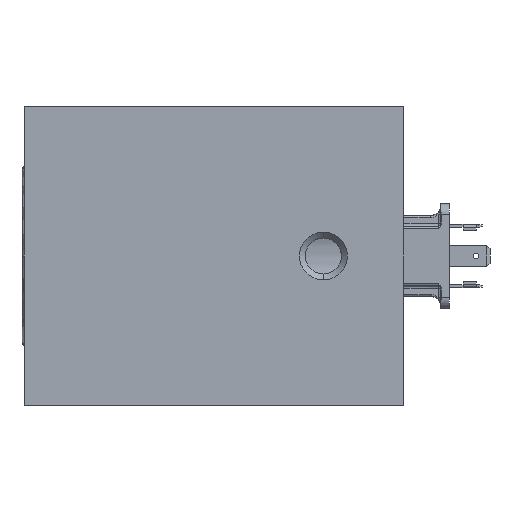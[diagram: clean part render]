
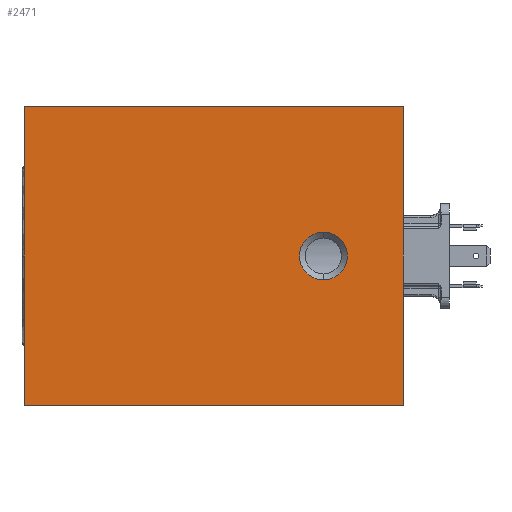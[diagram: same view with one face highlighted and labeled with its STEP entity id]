
A CAD part, left-side view. The second image highlights one B-rep face of the part: STEP entity #2471.
In plain terms, the highlighted planar face has unit normal (-1, 0, 0).
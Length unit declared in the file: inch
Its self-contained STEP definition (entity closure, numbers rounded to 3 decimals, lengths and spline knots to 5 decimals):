
#1=DIRECTION('',(0.,-1.,0.));
#2=VECTOR('',#1,4.438);
#3=CARTESIAN_POINT('',(0.,0.,0.));
#4=LINE('',#3,#2);
#27=DIRECTION('',(0.,0.,1.));
#28=VECTOR('',#27,3.5);
#29=CARTESIAN_POINT('',(0.,0.,0.));
#30=LINE('',#29,#28);
#31=CARTESIAN_POINT('',(0.,-3.5,1.75));
#32=DIRECTION('',(1.,0.,0.));
#33=DIRECTION('',(0.,0.,-1.));
#34=AXIS2_PLACEMENT_3D('',#31,#32,#33);
#36=CARTESIAN_POINT('',(0.,-3.5,1.75));
#37=DIRECTION('',(1.,0.,0.));
#38=DIRECTION('',(0.,0.,1.));
#39=AXIS2_PLACEMENT_3D('',#36,#37,#38);
#139=DIRECTION('',(0.,0.,1.));
#140=VECTOR('',#139,3.5);
#141=CARTESIAN_POINT('',(0.,-4.438,0.));
#142=LINE('',#141,#140);
#193=DIRECTION('',(0.,-1.,0.));
#194=VECTOR('',#193,4.438);
#195=CARTESIAN_POINT('',(0.,0.,3.5));
#196=LINE('',#195,#194);
#2124=CARTESIAN_POINT('',(0.,0.,0.));
#2125=CARTESIAN_POINT('',(0.,-4.438,0.));
#2126=VERTEX_POINT('',#2124);
#2127=VERTEX_POINT('',#2125);
#2132=CARTESIAN_POINT('',(0.,0.,3.5));
#2133=CARTESIAN_POINT('',(0.,-4.438,3.5));
#2134=VERTEX_POINT('',#2132);
#2135=VERTEX_POINT('',#2133);
#2423=CARTESIAN_POINT('',(0.,-3.5,2.03));
#2424=VERTEX_POINT('',#2423);
#2425=CARTESIAN_POINT('',(0.,-3.5,1.47));
#2426=VERTEX_POINT('',#2425);
#2451=CARTESIAN_POINT('',(0.,0.,0.));
#2452=DIRECTION('',(-1.,0.,0.));
#2453=DIRECTION('',(0.,-1.,0.));
#2454=AXIS2_PLACEMENT_3D('',#2451,#2452,#2453);
#2455=PLANE('',#2454);
#2456=ORIENTED_EDGE('',*,*,#2434,.F.);
#2458=ORIENTED_EDGE('',*,*,#2457,.T.);
#2460=ORIENTED_EDGE('',*,*,#2459,.T.);
#2462=ORIENTED_EDGE('',*,*,#2461,.F.);
#2463=EDGE_LOOP('',(#2456,#2458,#2460,#2462));
#2464=FACE_OUTER_BOUND('',#2463,.F.);
#2466=ORIENTED_EDGE('',*,*,#2465,.F.);
#2468=ORIENTED_EDGE('',*,*,#2467,.F.);
#2469=EDGE_LOOP('',(#2466,#2468));
#2470=FACE_BOUND('',#2469,.F.);
#2471=ADVANCED_FACE('',(#2464,#2470),#2455,.T.);
#35=CIRCLE('',#34,0.28);
#40=CIRCLE('',#39,0.28);
#2434=EDGE_CURVE('',#2126,#2127,#4,.T.);
#2457=EDGE_CURVE('',#2126,#2134,#30,.T.);
#2459=EDGE_CURVE('',#2134,#2135,#196,.T.);
#2461=EDGE_CURVE('',#2127,#2135,#142,.T.);
#2465=EDGE_CURVE('',#2426,#2424,#35,.T.);
#2467=EDGE_CURVE('',#2424,#2426,#40,.T.);
